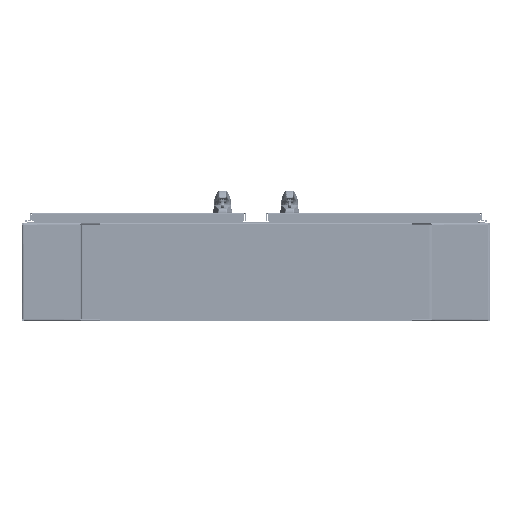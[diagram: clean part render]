
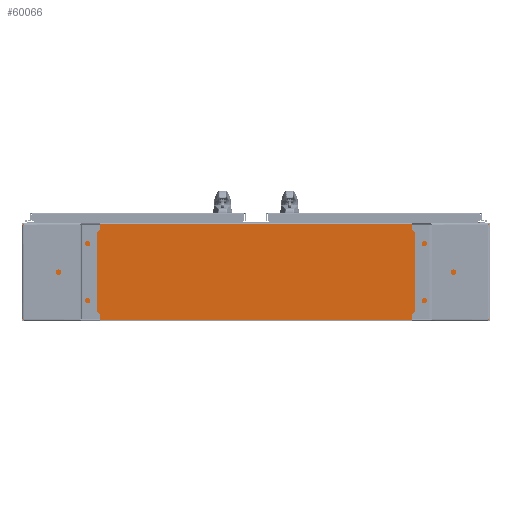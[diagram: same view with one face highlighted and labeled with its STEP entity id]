
A CAD part, front view. The second image highlights one B-rep face of the part: STEP entity #60066.
In plain terms, the highlighted face is planar.
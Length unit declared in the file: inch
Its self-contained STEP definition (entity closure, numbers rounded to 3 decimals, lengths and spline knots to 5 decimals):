
#580 = AXIS2_PLACEMENT_3D ( 'NONE', #130743, #42042, #145647 ) ;
#20843 = CARTESIAN_POINT ( 'NONE',  ( -0.44585, -1.07685, 0.0937 ) ) ;
#22091 = EDGE_CURVE ( 'NONE', #191156, #130999, #100086, .T. ) ;
#23108 = ORIENTED_EDGE ( 'NONE', *, *, #33022, .F. ) ;
#33022 = EDGE_CURVE ( 'NONE', #145344, #134764, #175620, .T. ) ;
#41380 = PLANE ( 'NONE',  #580 ) ;
#42042 = DIRECTION ( 'NONE',  ( 0., 0., 1. ) ) ;
#45839 = CARTESIAN_POINT ( 'NONE',  ( 11.53855, -1.07685, 0.0937 ) ) ;
#58160 = FACE_OUTER_BOUND ( 'NONE', #65329, .T. ) ;
#60066 = ADVANCED_FACE ( 'NONE', ( #58160 ), #41380, .T. ) ;
#65329 = EDGE_LOOP ( 'NONE', ( #189059, #23108, #177096, #166497 ) ) ;
#73064 = CARTESIAN_POINT ( 'NONE',  ( -0.44585, 8.8295, 0.0937 ) ) ;
#75832 = DIRECTION ( 'NONE',  ( 1., 0., 0. ) ) ;
#84392 = CARTESIAN_POINT ( 'NONE',  ( 47.49175, 8.8295, 0.0937 ) ) ;
#86062 = LINE ( 'NONE', #45839, #120736 ) ;
#87892 = DIRECTION ( 'NONE',  ( 1., 0., 0. ) ) ;
#100086 = LINE ( 'NONE', #160046, #173672 ) ;
#113070 = EDGE_CURVE ( 'NONE', #191156, #134764, #86062, .T. ) ;
#120736 = VECTOR ( 'NONE', #75832, 39.37008 ) ;
#130743 = CARTESIAN_POINT ( 'NONE',  ( 23.52295, 3.8607, 0.0937 ) ) ;
#130999 = VERTEX_POINT ( 'NONE', #191543 ) ;
#134764 = VERTEX_POINT ( 'NONE', #150320 ) ;
#136482 = VECTOR ( 'NONE', #187489, 39.37008 ) ;
#145344 = VERTEX_POINT ( 'NONE', #167283 ) ;
#145647 = DIRECTION ( 'NONE',  ( 1., 0., 0. ) ) ;
#150320 = CARTESIAN_POINT ( 'NONE',  ( 47.49175, -1.07685, 0.0937 ) ) ;
#151403 = EDGE_CURVE ( 'NONE', #130999, #145344, #184276, .T. ) ;
#160046 = CARTESIAN_POINT ( 'NONE',  ( -0.44585, -1.1081, 0.0937 ) ) ;
#161330 = DIRECTION ( 'NONE',  ( 0., 1., 0. ) ) ;
#166497 = ORIENTED_EDGE ( 'NONE', *, *, #22091, .F. ) ;
#167283 = CARTESIAN_POINT ( 'NONE',  ( 47.49175, 8.8295, 0.0937 ) ) ;
#173672 = VECTOR ( 'NONE', #161330, 39.37008 ) ;
#175620 = LINE ( 'NONE', #84392, #136482 ) ;
#177096 = ORIENTED_EDGE ( 'NONE', *, *, #151403, .F. ) ;
#179620 = VECTOR ( 'NONE', #87892, 39.37008 ) ;
#184276 = LINE ( 'NONE', #73064, #179620 ) ;
#187489 = DIRECTION ( 'NONE',  ( 0., -1., 0. ) ) ;
#189059 = ORIENTED_EDGE ( 'NONE', *, *, #113070, .T. ) ;
#191156 = VERTEX_POINT ( 'NONE', #20843 ) ;
#191543 = CARTESIAN_POINT ( 'NONE',  ( -0.44585, 8.8295, 0.0937 ) ) ;
